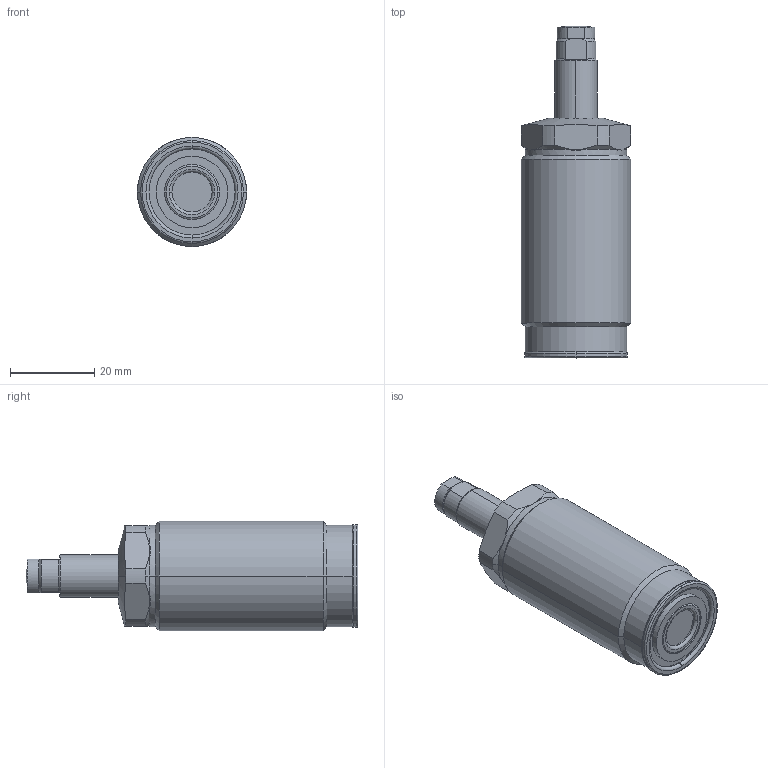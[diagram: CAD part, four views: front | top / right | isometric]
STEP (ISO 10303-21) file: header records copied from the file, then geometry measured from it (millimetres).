
FILE_DESCRIPTION(/* description */ (''),/* implementation_level */ '2;1');
FILE_NAME(/* name */ 'TSS26-Q_stp.stp',/* time_stamp */ '2024-11-02T12:54:27+08:00',/* author */ (''),/* organization */ (''),/* preprocessor_version */ 'ST-DEVELOPER v16.7',/* originating_system */ 'SIEMENS PLM Software NX 12.0',/* authorisation */ '');
FILE_SCHEMA (('AP203_CONFIGURATION_CONTROLLED_3D_DESIGN_OF_MECHANICAL_PARTS_AND_ASSEMBLIES_MIM_LF { 1 0 10303 403 2 1 2}'));
Length unit declared in the file: millimetre
Products named in the file (6): TSS26-Q-01; TSS26-Q-04; TSS26-Q-03; TSS26-Q-02; TSS26-Q-05; TSS00-Q_stp
Assembly tree (5 placements, depth 2):
  TSS00-Q_stp
    TSS26-Q-05
    TSS26-Q-02
    TSS26-Q-03
    TSS26-Q-04
    TSS26-Q-01
Bounding box: 26 x 79 x 26 mm (x, y, z)
Volume: 29006.7 mm3; surface area: 7868.5 mm2
Topology: 5 solids, 5 shells, 127 faces, 288 edges, 179 vertices
Faces by surface type: cylinder 45, plane 35, cone 25, torus 20, sphere 2
Entity records: 4309 total; most frequent: CARTESIAN_POINT 696, DIRECTION 682, ORIENTED_EDGE 576, AXIS2_PLACEMENT_3D 293, EDGE_CURVE 288, VERTEX_POINT 179, CIRCLE 160, EDGE_LOOP 141
